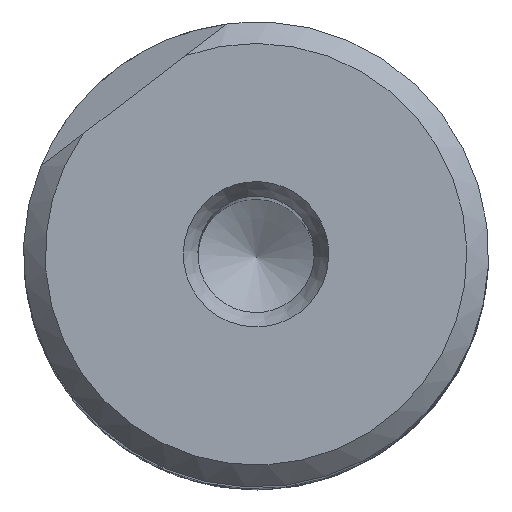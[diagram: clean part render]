
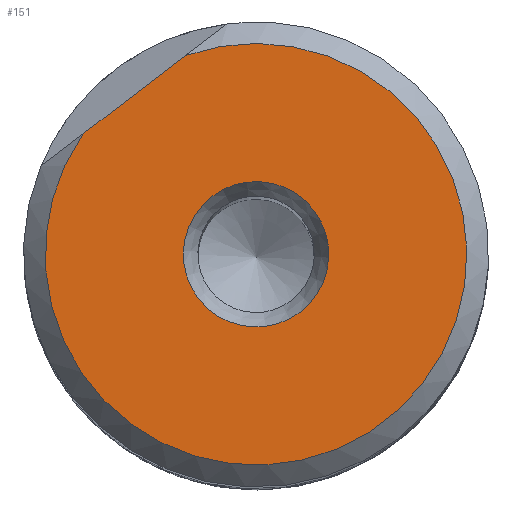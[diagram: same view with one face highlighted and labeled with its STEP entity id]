
A CAD part, top view. The second image highlights one B-rep face of the part: STEP entity #151.
In plain terms, the highlighted planar face has unit normal (0, 0, 1).
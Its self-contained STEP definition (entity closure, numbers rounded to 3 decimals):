
#86=LINE('',#743,#97);
#97=VECTOR('',#605,1.);
#113=PLANE('',#519);
#151=ADVANCED_FACE('',(#197,#198),#113,.F.);
#197=FACE_BOUND('',#256,.T.);
#198=FACE_BOUND('',#257,.T.);
#256=EDGE_LOOP('',(#322));
#257=EDGE_LOOP('',(#323,#324));
#322=ORIENTED_EDGE('',*,*,#434,.T.);
#323=ORIENTED_EDGE('',*,*,#435,.F.);
#324=ORIENTED_EDGE('',*,*,#433,.T.);
#393=VERTEX_POINT('',#731);
#395=VERTEX_POINT('',#738);
#396=VERTEX_POINT('',#742);
#433=EDGE_CURVE('',#393,#395,#473,.T.);
#434=EDGE_CURVE('',#396,#396,#474,.T.);
#435=EDGE_CURVE('',#393,#395,#86,.T.);
#473=CIRCLE('',#516,14.5);
#474=CIRCLE('',#518,5.);
#516=AXIS2_PLACEMENT_3D('',#739,#599,#600);
#518=AXIS2_PLACEMENT_3D('',#741,#603,#604);
#519=AXIS2_PLACEMENT_3D('',#744,#606,#607);
#599=DIRECTION('',(0.,0.,1.));
#600=DIRECTION('',(-0.795,-0.607,0.));
#603=DIRECTION('',(0.,0.,-1.));
#604=DIRECTION('',(-0.795,-0.607,0.));
#605=DIRECTION('',(0.795,0.607,0.));
#606=DIRECTION('',(0.,0.,-1.));
#607=DIRECTION('',(0.795,0.607,0.));
#731=CARTESIAN_POINT('',(-11.912,8.268,61.));
#738=CARTESIAN_POINT('',(-4.837,13.67,61.));
#739=CARTESIAN_POINT('',(0.,0.,61.));
#741=CARTESIAN_POINT('',(0.,0.,61.));
#742=CARTESIAN_POINT('',(-3.974,-3.034,61.));
#743=CARTESIAN_POINT('',(-24.271,-1.168,61.));
#744=CARTESIAN_POINT('',(8.799,-11.525,61.));
